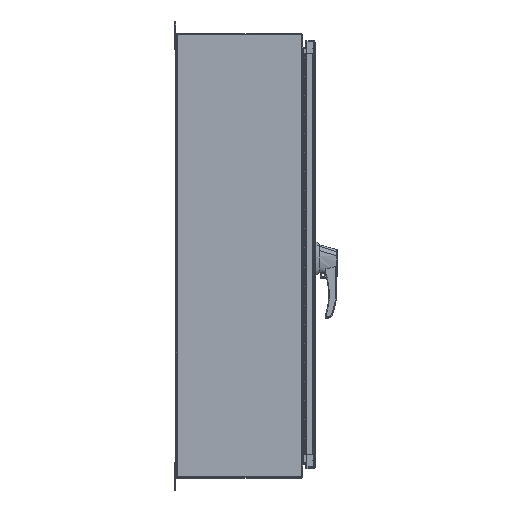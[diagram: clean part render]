
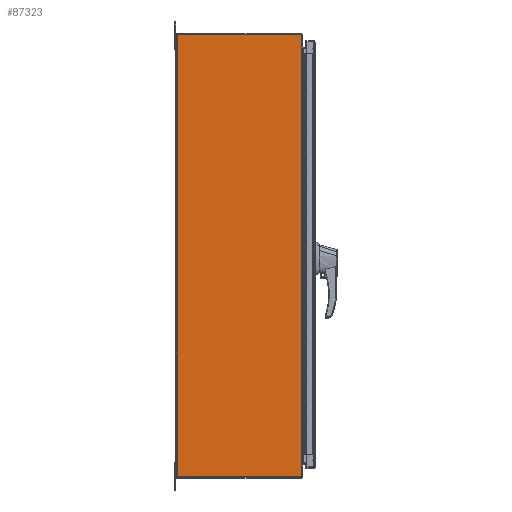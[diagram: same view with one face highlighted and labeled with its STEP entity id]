
A CAD part, top view. The second image highlights one B-rep face of the part: STEP entity #87323.
In plain terms, the highlighted face is planar.
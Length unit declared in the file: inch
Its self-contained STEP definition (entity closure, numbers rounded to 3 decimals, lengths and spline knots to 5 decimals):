
#345 = CARTESIAN_POINT ( 'NONE',  ( -30., -11.762, -19.625 ) ) ;
#4070 = FACE_OUTER_BOUND ( 'NONE', #130340, .T. ) ;
#7142 = LINE ( 'NONE', #62457, #137452 ) ;
#9738 = VECTOR ( 'NONE', #38180, 39.37008 ) ;
#10849 = VERTEX_POINT ( 'NONE', #158682 ) ;
#13354 = DIRECTION ( 'NONE',  ( 0., 0., 1. ) ) ;
#16478 = LINE ( 'NONE', #150854, #115189 ) ;
#18436 = LINE ( 'NONE', #84855, #132976 ) ;
#18670 = LINE ( 'NONE', #138648, #95731 ) ;
#19352 = CARTESIAN_POINT ( 'NONE',  ( -30., -11.762, 19.655 ) ) ;
#19695 = CARTESIAN_POINT ( 'NONE',  ( -30., -0.048, 20.905 ) ) ;
#21258 = VECTOR ( 'NONE', #27244, 39.37008 ) ;
#21382 = DIRECTION ( 'NONE',  ( 0., 0., 1. ) ) ;
#24626 = LINE ( 'NONE', #87376, #38406 ) ;
#25547 = AXIS2_PLACEMENT_3D ( 'NONE', #162388, #34794, #124232 ) ;
#25975 = EDGE_CURVE ( 'NONE', #89504, #34958, #24626, .T. ) ;
#27244 = DIRECTION ( 'NONE',  ( 0., 0., 1. ) ) ;
#31358 = CARTESIAN_POINT ( 'NONE',  ( -30., -11.762, -19.625 ) ) ;
#34794 = DIRECTION ( 'NONE',  ( -1., 0., 0. ) ) ;
#34958 = VERTEX_POINT ( 'NONE', #80562 ) ;
#36218 = CARTESIAN_POINT ( 'NONE',  ( -30., -11.762, 19.655 ) ) ;
#37024 = DIRECTION ( 'NONE',  ( 0., 0., 1. ) ) ;
#37648 = CARTESIAN_POINT ( 'NONE',  ( -30., -11.762, -19.655 ) ) ;
#37655 = VERTEX_POINT ( 'NONE', #345 ) ;
#38180 = DIRECTION ( 'NONE',  ( 0., 1., 0. ) ) ;
#38406 = VECTOR ( 'NONE', #90618, 39.37008 ) ;
#39511 = DIRECTION ( 'NONE',  ( 0., -1., 0. ) ) ;
#39659 = EDGE_CURVE ( 'NONE', #62969, #34958, #90273, .T. ) ;
#40873 = ORIENTED_EDGE ( 'NONE', *, *, #148777, .F. ) ;
#41092 = EDGE_CURVE ( 'NONE', #143085, #129677, #16478, .T. ) ;
#45869 = EDGE_CURVE ( 'NONE', #56338, #48839, #62393, .T. ) ;
#46622 = VECTOR ( 'NONE', #143957, 39.37008 ) ;
#48839 = VERTEX_POINT ( 'NONE', #160072 ) ;
#49093 = CARTESIAN_POINT ( 'NONE',  ( -30., -11.81, -20.905 ) ) ;
#56026 = ORIENTED_EDGE ( 'NONE', *, *, #152067, .T. ) ;
#56338 = VERTEX_POINT ( 'NONE', #49093 ) ;
#56355 = VERTEX_POINT ( 'NONE', #112026 ) ;
#62393 = LINE ( 'NONE', #77255, #74247 ) ;
#62457 = CARTESIAN_POINT ( 'NONE',  ( -30., -11.81, 20.905 ) ) ;
#62969 = VERTEX_POINT ( 'NONE', #63207 ) ;
#63046 = ORIENTED_EDGE ( 'NONE', *, *, #41092, .T. ) ;
#63207 = CARTESIAN_POINT ( 'NONE',  ( -30., -11.81, 19.655 ) ) ;
#64931 = ORIENTED_EDGE ( 'NONE', *, *, #25975, .F. ) ;
#65720 = DIRECTION ( 'NONE',  ( 0., 1., 0. ) ) ;
#67393 = ORIENTED_EDGE ( 'NONE', *, *, #39659, .T. ) ;
#73417 = PLANE ( 'NONE',  #25547 ) ;
#74247 = VECTOR ( 'NONE', #65720, 39.37008 ) ;
#77255 = CARTESIAN_POINT ( 'NONE',  ( -30., 0.095, -20.905 ) ) ;
#77998 = EDGE_CURVE ( 'NONE', #56355, #37655, #97897, .T. ) ;
#80562 = CARTESIAN_POINT ( 'NONE',  ( -30., -11.81, 20.905 ) ) ;
#84855 = CARTESIAN_POINT ( 'NONE',  ( -30., -0.048, -20.905 ) ) ;
#85101 = EDGE_CURVE ( 'NONE', #56338, #10849, #7142, .T. ) ;
#87323 = ADVANCED_FACE ( 'NONE', ( #4070 ), #73417, .T. ) ;
#87376 = CARTESIAN_POINT ( 'NONE',  ( -30., 0.095, 20.905 ) ) ;
#89504 = VERTEX_POINT ( 'NONE', #19695 ) ;
#90273 = LINE ( 'NONE', #127747, #21258 ) ;
#90618 = DIRECTION ( 'NONE',  ( 0., -1., 0. ) ) ;
#95731 = VECTOR ( 'NONE', #151370, 39.37008 ) ;
#97897 = LINE ( 'NONE', #31358, #46622 ) ;
#97902 = VECTOR ( 'NONE', #39511, 39.37008 ) ;
#103129 = EDGE_CURVE ( 'NONE', #37655, #143085, #18670, .T. ) ;
#110216 = EDGE_CURVE ( 'NONE', #129677, #62969, #149266, .T. ) ;
#112026 = CARTESIAN_POINT ( 'NONE',  ( -30., -11.762, -19.655 ) ) ;
#115189 = VECTOR ( 'NONE', #13354, 39.37008 ) ;
#120529 = ORIENTED_EDGE ( 'NONE', *, *, #77998, .T. ) ;
#122405 = LINE ( 'NONE', #37648, #9738 ) ;
#124232 = DIRECTION ( 'NONE',  ( 0., -1., 0. ) ) ;
#127747 = CARTESIAN_POINT ( 'NONE',  ( -30., -11.81, 20.905 ) ) ;
#129677 = VERTEX_POINT ( 'NONE', #19352 ) ;
#130340 = EDGE_LOOP ( 'NONE', ( #120529, #138510, #63046, #163888, #67393, #64931, #40873, #159909, #151627, #56026 ) ) ;
#130950 = CARTESIAN_POINT ( 'NONE',  ( -30., -11.762, 19.625 ) ) ;
#132976 = VECTOR ( 'NONE', #21382, 39.37008 ) ;
#137452 = VECTOR ( 'NONE', #37024, 39.37008 ) ;
#138510 = ORIENTED_EDGE ( 'NONE', *, *, #103129, .T. ) ;
#138648 = CARTESIAN_POINT ( 'NONE',  ( -30., -11.762, 20.905 ) ) ;
#143085 = VERTEX_POINT ( 'NONE', #130950 ) ;
#143957 = DIRECTION ( 'NONE',  ( 0., 0., 1. ) ) ;
#148777 = EDGE_CURVE ( 'NONE', #48839, #89504, #18436, .T. ) ;
#149266 = LINE ( 'NONE', #36218, #97902 ) ;
#150854 = CARTESIAN_POINT ( 'NONE',  ( -30., -11.762, -19.625 ) ) ;
#151370 = DIRECTION ( 'NONE',  ( 0., 0., 1. ) ) ;
#151627 = ORIENTED_EDGE ( 'NONE', *, *, #85101, .T. ) ;
#152067 = EDGE_CURVE ( 'NONE', #10849, #56355, #122405, .T. ) ;
#158682 = CARTESIAN_POINT ( 'NONE',  ( -30., -11.81, -19.655 ) ) ;
#159909 = ORIENTED_EDGE ( 'NONE', *, *, #45869, .F. ) ;
#160072 = CARTESIAN_POINT ( 'NONE',  ( -30., -0.048, -20.905 ) ) ;
#162388 = CARTESIAN_POINT ( 'NONE',  ( -30., 0.0095, 20.905 ) ) ;
#163888 = ORIENTED_EDGE ( 'NONE', *, *, #110216, .T. ) ;
